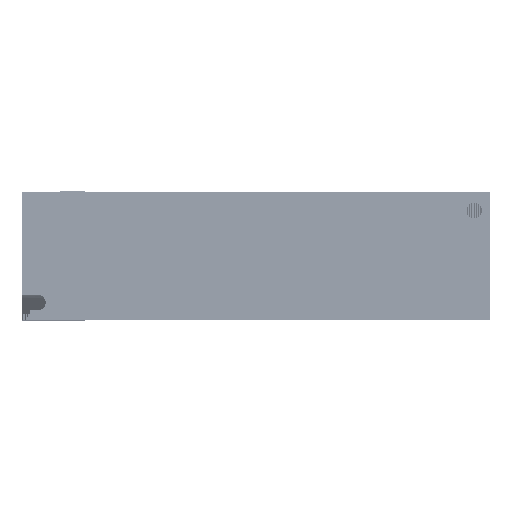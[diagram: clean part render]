
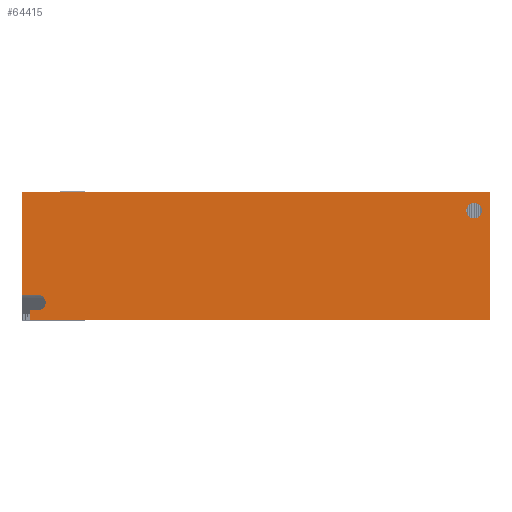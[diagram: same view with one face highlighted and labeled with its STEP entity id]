
A CAD part, top view. The second image highlights one B-rep face of the part: STEP entity #64415.
In plain terms, the highlighted planar face has unit normal (0, 0, 1).
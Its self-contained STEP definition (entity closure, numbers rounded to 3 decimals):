
#15810=DIRECTION('',(1.,0.,0.));
#15811=VECTOR('',#15810,150.);
#15812=CARTESIAN_POINT('',(-86.449,31.319,220.743));
#15813=LINE('',#15812,#15811);
#15814=DIRECTION('',(0.,-1.,0.));
#15815=VECTOR('',#15814,41.);
#15816=CARTESIAN_POINT('',(63.551,31.319,220.751));
#15817=LINE('',#15816,#15815);
#15818=CARTESIAN_POINT('',(-81.449,-4.181,
220.743));
#15819=DIRECTION('',(0.,0.,1.));
#15820=DIRECTION('',(0.,-1.,0.));
#15821=AXIS2_PLACEMENT_3D('',#15818,#15819,#15820);
#15823=CARTESIAN_POINT('',(-81.449,-4.181,
220.743));
#15824=DIRECTION('',(0.,0.,1.));
#15825=DIRECTION('',(1.,0.,0.));
#15826=AXIS2_PLACEMENT_3D('',#15823,#15824,#15825);
#15828=DIRECTION('',(0.,1.,0.));
#15829=VECTOR('',#15828,33.);
#15830=CARTESIAN_POINT('',(-86.449,-1.681,220.743));
#15831=LINE('',#15830,#15829);
#15832=CARTESIAN_POINT('',(58.551,25.319,220.75));
#15833=DIRECTION('',(0.,0.,1.));
#15834=DIRECTION('',(1.,0.,0.));
#15835=AXIS2_PLACEMENT_3D('',#15832,#15833,#15834);
#15837=CARTESIAN_POINT('',(58.551,25.319,220.75));
#15838=DIRECTION('',(0.,0.,1.));
#15839=DIRECTION('',(-1.,0.,0.));
#15840=AXIS2_PLACEMENT_3D('',#15837,#15838,#15839);
#15846=DIRECTION('',(1.,0.,0.));
#15847=VECTOR('',#15846,147.5);
#15848=CARTESIAN_POINT('',(-83.949,-9.681,
220.743));
#15849=LINE('',#15848,#15847);
#21268=DIRECTION('',(1.,0.,0.));
#21269=VECTOR('',#21268,5.);
#21270=CARTESIAN_POINT('',(-86.449,-1.681,220.743));
#21271=LINE('',#21270,#21269);
#21288=DIRECTION('',(-1.,0.,0.));
#21289=VECTOR('',#21288,2.5);
#21290=CARTESIAN_POINT('',(-81.449,-6.681,
220.743));
#21291=LINE('',#21290,#21289);
#21292=DIRECTION('',(0.,-1.,0.));
#21293=VECTOR('',#21292,3.);
#21294=CARTESIAN_POINT('',(-83.949,-6.681,
220.743));
#21295=LINE('',#21294,#21293);
#31315=CARTESIAN_POINT('',(63.551,31.319,220.751));
#31316=VERTEX_POINT('',#31315);
#31317=CARTESIAN_POINT('',(63.551,-9.681,
220.751));
#31318=VERTEX_POINT('',#31317);
#31875=CARTESIAN_POINT('',(-86.449,-1.681,220.743));
#31876=CARTESIAN_POINT('',(-86.449,31.319,220.743));
#31877=VERTEX_POINT('',#31875);
#31878=VERTEX_POINT('',#31876);
#32199=CARTESIAN_POINT('',(61.051,25.319,220.75));
#32200=VERTEX_POINT('',#32199);
#32201=CARTESIAN_POINT('',(56.051,25.319,220.75));
#32202=VERTEX_POINT('',#32201);
#32203=CARTESIAN_POINT('',(-81.449,-1.681,
220.743));
#32204=VERTEX_POINT('',#32203);
#32205=CARTESIAN_POINT('',(-78.949,-4.181,
220.743));
#32206=VERTEX_POINT('',#32205);
#32207=CARTESIAN_POINT('',(-81.449,-6.681,
220.743));
#32208=VERTEX_POINT('',#32207);
#32209=CARTESIAN_POINT('',(-83.949,-6.681,
220.743));
#32210=VERTEX_POINT('',#32209);
#32211=CARTESIAN_POINT('',(-83.949,-9.681,
220.743));
#32212=VERTEX_POINT('',#32211);
#64387=CARTESIAN_POINT('',(-11.449,10.819,
220.747));
#64388=DIRECTION('',(0.,0.,1.));
#64389=DIRECTION('',(-1.,0.,0.));
#64390=AXIS2_PLACEMENT_3D('',#64387,#64388,#64389);
#64391=PLANE('',#64390);
#64392=ORIENTED_EDGE('',*,*,#61696,.T.);
#64393=ORIENTED_EDGE('',*,*,#61083,.T.);
#64395=ORIENTED_EDGE('',*,*,#64394,.F.);
#64397=ORIENTED_EDGE('',*,*,#64396,.F.);
#64399=ORIENTED_EDGE('',*,*,#64398,.F.);
#64401=ORIENTED_EDGE('',*,*,#64400,.T.);
#64403=ORIENTED_EDGE('',*,*,#64402,.T.);
#64405=ORIENTED_EDGE('',*,*,#64404,.F.);
#64406=ORIENTED_EDGE('',*,*,#56238,.T.);
#64407=EDGE_LOOP('',(#64392,#64393,#64395,#64397,#64399,#64401,#64403,#64405,
#64406));
#64408=FACE_OUTER_BOUND('',#64407,.F.);
#64410=ORIENTED_EDGE('',*,*,#64409,.T.);
#64412=ORIENTED_EDGE('',*,*,#64411,.T.);
#64413=EDGE_LOOP('',(#64410,#64412));
#64414=FACE_BOUND('',#64413,.F.);
#64415=ADVANCED_FACE('',(#64408,#64414),#64391,.T.);
#15822=CIRCLE('',#15821,2.5);
#15827=CIRCLE('',#15826,2.5);
#15836=CIRCLE('',#15835,2.5);
#15841=CIRCLE('',#15840,2.5);
#56238=EDGE_CURVE('',#31877,#31878,#15831,.T.);
#61083=EDGE_CURVE('',#31316,#31318,#15817,.T.);
#61696=EDGE_CURVE('',#31878,#31316,#15813,.T.);
#64394=EDGE_CURVE('',#32212,#31318,#15849,.T.);
#64396=EDGE_CURVE('',#32210,#32212,#21295,.T.);
#64398=EDGE_CURVE('',#32208,#32210,#21291,.T.);
#64400=EDGE_CURVE('',#32208,#32206,#15822,.T.);
#64402=EDGE_CURVE('',#32206,#32204,#15827,.T.);
#64404=EDGE_CURVE('',#31877,#32204,#21271,.T.);
#64409=EDGE_CURVE('',#32200,#32202,#15836,.T.);
#64411=EDGE_CURVE('',#32202,#32200,#15841,.T.);
